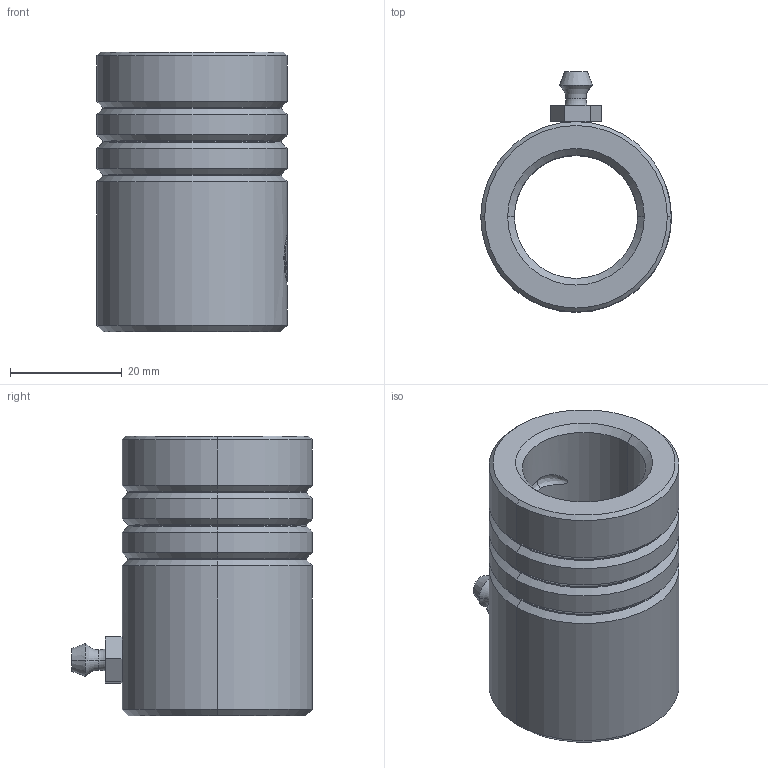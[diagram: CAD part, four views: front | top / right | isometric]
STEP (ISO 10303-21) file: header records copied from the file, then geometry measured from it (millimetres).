
FILE_DESCRIPTION (( 'STEP AP214' ), '1' );
FILE_NAME ('LXB-D34-d22-L50×é×°.STEP', '2021-09-27T07:10:57', ( '' ), ( '' ), 'SwSTEP 2.0', 'SolidWorks 2016', '' );
FILE_SCHEMA (( 'AUTOMOTIVE_DESIGN' ));
Length unit declared in the file: millimetre
Products named in the file (6): LXB-D34-d22-L50; LXB-D34-d22-L50郪蚾; 蛁蚐郲
Assembly tree (3 placements, depth 2):
  LXB-D34-d22-L50郪蚾
    LXB-D34-d22-L50
  蛁蚐郲
  LXB-D34-d22-L50郪蚾
    LXB-D34-d22-L50
    蛁蚐郲
Bounding box: 34 x 43 x 50 mm (x, y, z)
Volume: 25894.3 mm3; surface area: 10378.1 mm2
Topology: 2 solids, 2 shells, 88 faces, 199 edges, 121 vertices
Faces by surface type: cone 20, torus 18, cylinder 18, plane 18, bspline 14
Entity records: 6178 total; most frequent: CARTESIAN_POINT 4103, DIRECTION 401, ORIENTED_EDGE 394, EDGE_CURVE 197, AXIS2_PLACEMENT_3D 168, VERTEX_POINT 117, EDGE_LOOP 98, FACE_OUTER_BOUND 88
